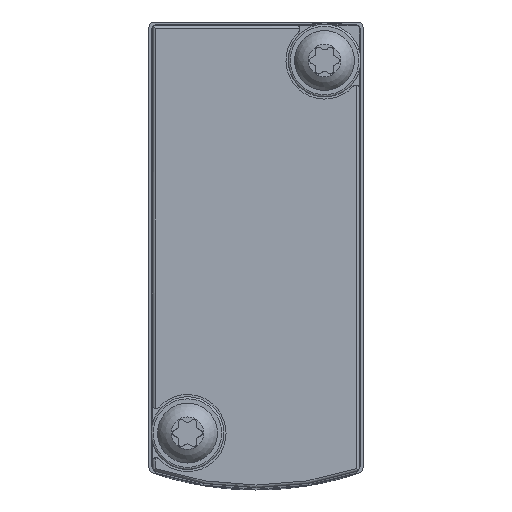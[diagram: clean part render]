
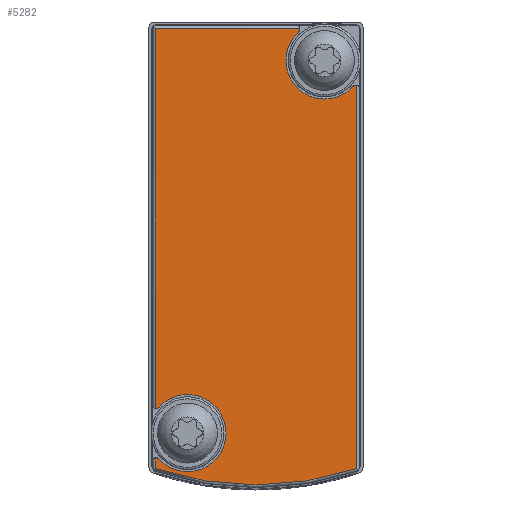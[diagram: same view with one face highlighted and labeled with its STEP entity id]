
A CAD part, front view. The second image highlights one B-rep face of the part: STEP entity #5282.
In plain terms, the highlighted planar face has unit normal (0, -1, 0).
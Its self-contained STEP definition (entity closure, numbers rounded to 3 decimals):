
#93=CIRCLE('',#5554,0.4);
#94=CIRCLE('',#5555,3.6);
#95=CIRCLE('',#5556,0.4);
#96=CIRCLE('',#5557,29.537);
#97=CIRCLE('',#5558,0.4);
#98=CIRCLE('',#5559,3.6);
#99=CIRCLE('',#5560,0.4);
#523=LINE('',#7467,#750);
#524=LINE('',#7476,#751);
#525=LINE('',#7480,#752);
#526=LINE('',#7488,#753);
#750=VECTOR('',#6119,1000.);
#751=VECTOR('',#6126,1000.);
#752=VECTOR('',#6129,1000.);
#753=VECTOR('',#6136,1000.);
#1006=ORIENTED_EDGE('',*,*,#2064,.T.);
#1007=ORIENTED_EDGE('',*,*,#2065,.F.);
#1008=ORIENTED_EDGE('',*,*,#2066,.T.);
#1009=ORIENTED_EDGE('',*,*,#2067,.F.);
#1010=ORIENTED_EDGE('',*,*,#2068,.T.);
#1011=ORIENTED_EDGE('',*,*,#2069,.T.);
#1012=ORIENTED_EDGE('',*,*,#2070,.F.);
#1013=ORIENTED_EDGE('',*,*,#2071,.F.);
#1014=ORIENTED_EDGE('',*,*,#2072,.T.);
#1015=ORIENTED_EDGE('',*,*,#2073,.F.);
#1016=ORIENTED_EDGE('',*,*,#2074,.T.);
#2064=EDGE_CURVE('',#2590,#2591,#523,.F.);
#2065=EDGE_CURVE('',#2592,#2591,#93,.T.);
#2066=EDGE_CURVE('',#2592,#2593,#94,.T.);
#2067=EDGE_CURVE('',#2594,#2593,#95,.T.);
#2068=EDGE_CURVE('',#2594,#2595,#524,.F.);
#2069=EDGE_CURVE('',#2595,#2596,#96,.T.);
#2070=EDGE_CURVE('',#2597,#2596,#525,.F.);
#2071=EDGE_CURVE('',#2598,#2597,#97,.T.);
#2072=EDGE_CURVE('',#2598,#2599,#98,.T.);
#2073=EDGE_CURVE('',#2600,#2599,#99,.T.);
#2074=EDGE_CURVE('',#2600,#2590,#526,.T.);
#2590=VERTEX_POINT('',#7468);
#2591=VERTEX_POINT('',#7469);
#2592=VERTEX_POINT('',#7471);
#2593=VERTEX_POINT('',#7473);
#2594=VERTEX_POINT('',#7475);
#2595=VERTEX_POINT('',#7477);
#2596=VERTEX_POINT('',#7479);
#2597=VERTEX_POINT('',#7481);
#2598=VERTEX_POINT('',#7483);
#2599=VERTEX_POINT('',#7485);
#2600=VERTEX_POINT('',#7487);
#2943=EDGE_LOOP('',(#1006,#1007,#1008,#1009,#1010,#1011,#1012,#1013,#1014,
#1015,#1016));
#3284=FACE_BOUND('',#2943,.T.);
#3621=PLANE('',#5553);
#5282=ADVANCED_FACE('',(#3284),#3621,.F.);
#5553=AXIS2_PLACEMENT_3D('',#7466,#6117,#6118);
#5554=AXIS2_PLACEMENT_3D('',#7470,#6120,#6121);
#5555=AXIS2_PLACEMENT_3D('',#7472,#6122,#6123);
#5556=AXIS2_PLACEMENT_3D('',#7474,#6124,#6125);
#5557=AXIS2_PLACEMENT_3D('',#7478,#6127,#6128);
#5558=AXIS2_PLACEMENT_3D('',#7482,#6130,#6131);
#5559=AXIS2_PLACEMENT_3D('',#7484,#6132,#6133);
#5560=AXIS2_PLACEMENT_3D('',#7486,#6134,#6135);
#6117=DIRECTION('',(0.,1.,0.));
#6118=DIRECTION('',(0.,0.,1.));
#6119=DIRECTION('',(-1.,0.,0.));
#6120=DIRECTION('',(0.,1.,0.));
#6121=DIRECTION('',(1.,0.,0.));
#6122=DIRECTION('',(0.,1.,0.));
#6123=DIRECTION('',(1.,0.,0.));
#6124=DIRECTION('',(0.,1.,0.));
#6125=DIRECTION('',(1.,0.,0.));
#6126=DIRECTION('',(-1.,0.,0.));
#6127=DIRECTION('',(0.,-1.,0.));
#6128=DIRECTION('',(0.,0.,-1.));
#6129=DIRECTION('',(-1.,0.,0.));
#6130=DIRECTION('',(0.,1.,0.));
#6131=DIRECTION('',(1.,0.,0.));
#6132=DIRECTION('',(0.,1.,0.));
#6133=DIRECTION('',(1.,0.,0.));
#6134=DIRECTION('',(0.,1.,0.));
#6135=DIRECTION('',(1.,0.,0.));
#6136=DIRECTION('',(0.,0.,-1.));
#7466=CARTESIAN_POINT('',(-20.25,-13.2,-9.25));
#7467=CARTESIAN_POINT('',(25.,-13.2,-9.387));
#7468=CARTESIAN_POINT('',(-20.387,-13.2,-9.387));
#7469=CARTESIAN_POINT('',(15.097,-13.2,-9.387));
#7470=CARTESIAN_POINT('',(14.699,-13.2,-9.35));
#7471=CARTESIAN_POINT('',(14.969,-13.2,-9.055));
#7472=CARTESIAN_POINT('',(17.4,-13.2,-6.4));
#7473=CARTESIAN_POINT('',(19.831,-13.2,-9.055));
#7474=CARTESIAN_POINT('',(20.101,-13.2,-9.35));
#7475=CARTESIAN_POINT('',(19.703,-13.2,-9.387));
#7476=CARTESIAN_POINT('',(25.,-13.2,-9.387));
#7477=CARTESIAN_POINT('',(20.722,-13.2,-9.387));
#7478=CARTESIAN_POINT('',(-7.284,-13.2,0.));
#7479=CARTESIAN_POINT('',(20.722,-13.2,9.387));
#7480=CARTESIAN_POINT('',(25.,-13.2,9.387));
#7481=CARTESIAN_POINT('',(-15.097,-13.2,9.387));
#7482=CARTESIAN_POINT('',(-14.699,-13.2,9.35));
#7483=CARTESIAN_POINT('',(-14.969,-13.2,9.055));
#7484=CARTESIAN_POINT('',(-17.4,-13.2,6.4));
#7485=CARTESIAN_POINT('',(-20.055,-13.2,3.969));
#7486=CARTESIAN_POINT('',(-20.35,-13.2,3.699));
#7487=CARTESIAN_POINT('',(-20.387,-13.2,4.097));
#7488=CARTESIAN_POINT('',(-20.387,-13.2,10.));
